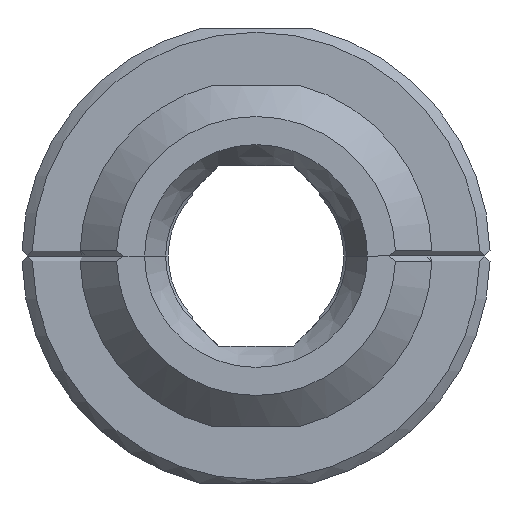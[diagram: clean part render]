
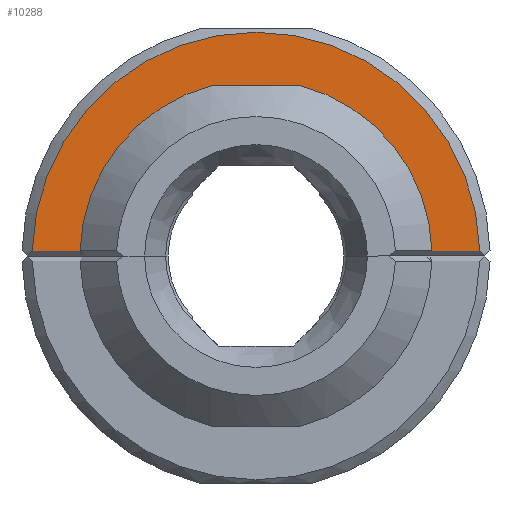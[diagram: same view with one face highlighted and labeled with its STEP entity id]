
A CAD part, left-side view. The second image highlights one B-rep face of the part: STEP entity #10288.
In plain terms, the highlighted planar face has unit normal (-1, 0, 0).
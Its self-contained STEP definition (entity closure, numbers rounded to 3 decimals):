
#125=CIRCLE('',#10683,8.67);
#132=CIRCLE('',#10697,6.82);
#134=CIRCLE('',#10699,6.82);
#1712=FACE_OUTER_BOUND('',#2293,.T.);
#2293=EDGE_LOOP('',(#8137,#8138,#8139,#8140,#8141,#8142));
#2848=LINE('',#14725,#3352);
#3019=LINE('',#19035,#3523);
#3023=LINE('',#19091,#3527);
#3352=VECTOR('',#11349,10.);
#3523=VECTOR('',#11810,10.);
#3527=VECTOR('',#11832,10.);
#4029=VERTEX_POINT('',#14706);
#4030=VERTEX_POINT('',#14710);
#4032=VERTEX_POINT('',#14720);
#4033=VERTEX_POINT('',#14721);
#4052=VERTEX_POINT('',#14797);
#4059=VERTEX_POINT('',#14825);
#5178=EDGE_CURVE('',#4029,#4030,#125,.T.);
#5182=EDGE_CURVE('',#4033,#4032,#2848,.T.);
#5204=EDGE_CURVE('',#4052,#4033,#132,.T.);
#5212=EDGE_CURVE('',#4032,#4059,#134,.T.);
#5673=EDGE_CURVE('',#4030,#4059,#3019,.T.);
#5683=EDGE_CURVE('',#4052,#4029,#3023,.T.);
#8137=ORIENTED_EDGE('',*,*,#5673,.F.);
#8138=ORIENTED_EDGE('',*,*,#5178,.F.);
#8139=ORIENTED_EDGE('',*,*,#5683,.F.);
#8140=ORIENTED_EDGE('',*,*,#5204,.T.);
#8141=ORIENTED_EDGE('',*,*,#5182,.T.);
#8142=ORIENTED_EDGE('',*,*,#5212,.T.);
#9924=PLANE('',#10843);
#10288=ADVANCED_FACE('',(#1712),#9924,.T.);
#10683=AXIS2_PLACEMENT_3D('',#14711,#11345,#11346);
#10697=AXIS2_PLACEMENT_3D('',#14798,#11379,#11380);
#10699=AXIS2_PLACEMENT_3D('',#14829,#11383,#11384);
#10843=AXIS2_PLACEMENT_3D('',#19241,#11842,#11843);
#11345=DIRECTION('center_axis',(1.,0.,0.));
#11346=DIRECTION('ref_axis',(0.,1.,0.));
#11349=DIRECTION('',(0.,-1.,0.));
#11379=DIRECTION('center_axis',(1.,0.,0.));
#11380=DIRECTION('ref_axis',(0.,1.,0.));
#11383=DIRECTION('center_axis',(1.,0.,0.));
#11384=DIRECTION('ref_axis',(0.,1.,0.));
#11810=DIRECTION('',(0.,1.,0.));
#11832=DIRECTION('',(0.,1.,0.));
#11842=DIRECTION('center_axis',(-1.,0.,0.));
#11843=DIRECTION('ref_axis',(0.,0.,1.));
#14706=CARTESIAN_POINT('',(0.,8.668,0.2));
#14710=CARTESIAN_POINT('',(0.,-8.668,0.2));
#14711=CARTESIAN_POINT('Origin',(0.,0.,0.));
#14720=CARTESIAN_POINT('',(0.,-1.718,6.6));
#14721=CARTESIAN_POINT('',(0.,1.718,6.6));
#14725=CARTESIAN_POINT('',(0.,1.718,6.6));
#14797=CARTESIAN_POINT('',(0.,6.817,0.2));
#14798=CARTESIAN_POINT('Origin',(0.,0.,0.));
#14825=CARTESIAN_POINT('',(0.,-6.817,0.2));
#14829=CARTESIAN_POINT('Origin',(0.,0.,0.));
#19035=CARTESIAN_POINT('',(0.,1.417,0.2));
#19091=CARTESIAN_POINT('',(0.,7.653,0.2));
#19241=CARTESIAN_POINT('Origin',(0.,9.07,
0.));
